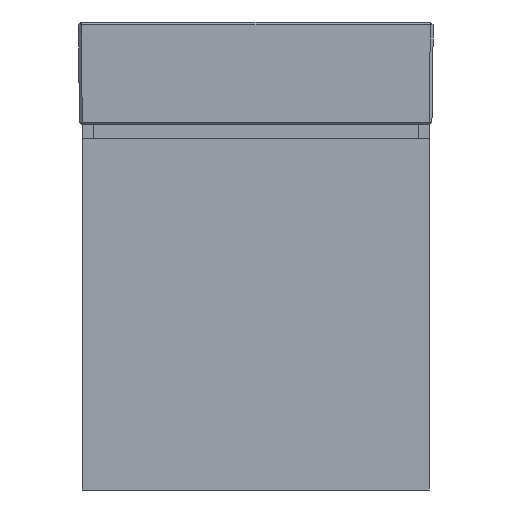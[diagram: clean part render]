
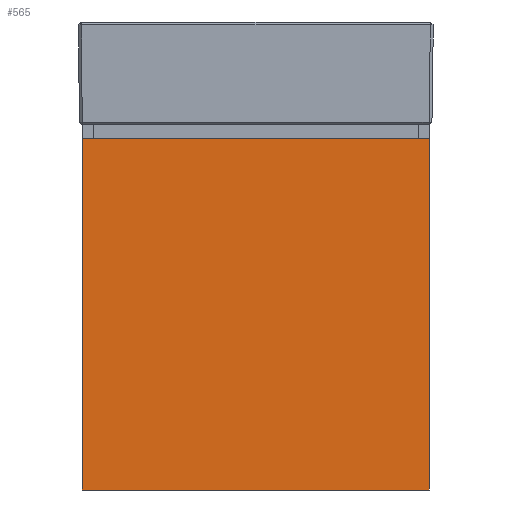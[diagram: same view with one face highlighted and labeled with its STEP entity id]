
A CAD part, front view. The second image highlights one B-rep face of the part: STEP entity #565.
In plain terms, the highlighted planar face has unit normal (0, -1, 0).
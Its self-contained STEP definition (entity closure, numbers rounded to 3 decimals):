
#565=ADVANCED_FACE('',(#1015),#6759,.T.);
#1015=FACE_OUTER_BOUND('',#1507,.T.);
#1507=EDGE_LOOP('',(#3622,#3623,#3624,#3625));
#3622=ORIENTED_EDGE('',*,*,#4711,.T.);
#3623=ORIENTED_EDGE('',*,*,#4712,.T.);
#3624=ORIENTED_EDGE('',*,*,#4713,.T.);
#3625=ORIENTED_EDGE('',*,*,#4714,.T.);
#4711=EDGE_CURVE('',#6446,#6447,#5414,.T.);
#4712=EDGE_CURVE('',#6447,#6448,#5415,.T.);
#4713=EDGE_CURVE('',#6448,#6449,#5416,.T.);
#4714=EDGE_CURVE('',#6449,#6446,#5417,.T.);
#5414=B_SPLINE_CURVE_WITH_KNOTS('',1,(#20746,#20747),.UNSPECIFIED.,.F.,
 .F.,(2,2),(0.,475.001),.UNSPECIFIED.);
#5415=B_SPLINE_CURVE_WITH_KNOTS('',1,(#20748,#20749),.UNSPECIFIED.,.F.,
 .F.,(2,2),(0.,475.),.UNSPECIFIED.);
#5416=B_SPLINE_CURVE_WITH_KNOTS('',1,(#20750,#20751),.UNSPECIFIED.,.F.,
 .F.,(2,2),(-475.001,0.),.UNSPECIFIED.);
#5417=B_SPLINE_CURVE_WITH_KNOTS('',1,(#20752,#20753),.UNSPECIFIED.,.F.,
 .F.,(2,2),(-475.,0.),.UNSPECIFIED.);
#6446=VERTEX_POINT('',#20686);
#6447=VERTEX_POINT('',#20687);
#6448=VERTEX_POINT('',#20688);
#6449=VERTEX_POINT('',#20689);
#6759=PLANE('',#7178);
#7178=AXIS2_PLACEMENT_3D('',#20673,#7453,$);
#7453=DIRECTION('',(0.,-1.,0.));
#20673=CARTESIAN_POINT('',(237.21,-244.943,290.));
#20686=CARTESIAN_POINT('',(237.21,-244.943,290.));
#20687=CARTESIAN_POINT('',(237.21,-244.943,770.001));
#20688=CARTESIAN_POINT('',(-237.79,-244.943,770.001));
#20689=CARTESIAN_POINT('',(-237.79,-244.943,290.));
#20746=CARTESIAN_POINT('',(237.21,-244.943,290.));
#20747=CARTESIAN_POINT('',(237.21,-244.943,770.001));
#20748=CARTESIAN_POINT('',(237.21,-244.943,770.001));
#20749=CARTESIAN_POINT('',(-237.79,-244.943,770.001));
#20750=CARTESIAN_POINT('',(-237.79,-244.943,770.001));
#20751=CARTESIAN_POINT('',(-237.79,-244.943,290.));
#20752=CARTESIAN_POINT('',(-237.79,-244.943,290.));
#20753=CARTESIAN_POINT('',(237.21,-244.943,290.));
